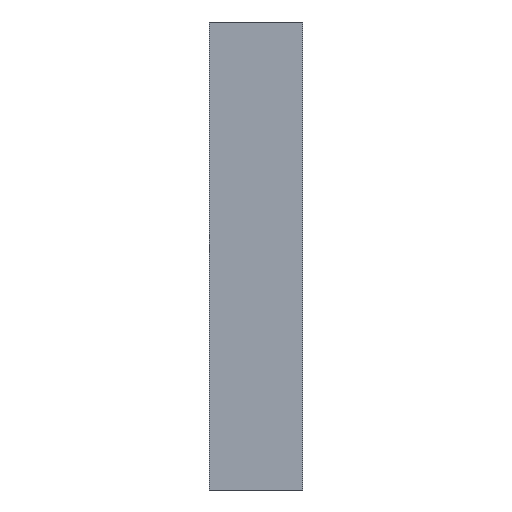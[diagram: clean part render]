
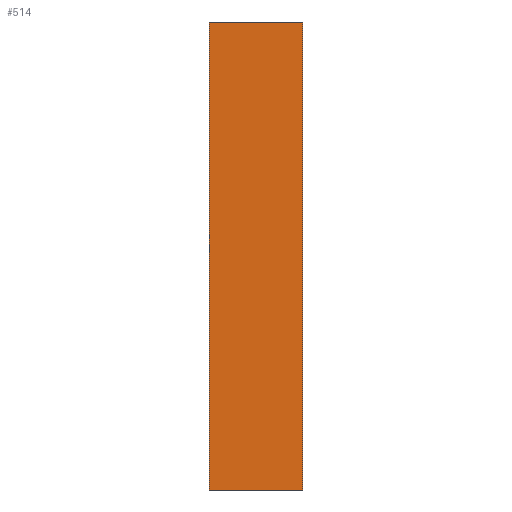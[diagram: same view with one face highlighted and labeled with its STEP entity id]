
A CAD part, left-side view. The second image highlights one B-rep face of the part: STEP entity #514.
In plain terms, the highlighted planar face has unit normal (-1, 0, 0).
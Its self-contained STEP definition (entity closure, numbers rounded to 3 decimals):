
#9 = VERTEX_POINT ( 'NONE', #210 ) ;
#21 = VERTEX_POINT ( 'NONE', #179 ) ;
#47 = EDGE_CURVE ( 'NONE', #21, #9, #591, .T. ) ;
#70 = EDGE_CURVE ( 'NONE', #457, #21, #615, .T. ) ;
#100 = EDGE_CURVE ( 'NONE', #457, #461, #668, .T. ) ;
#102 = EDGE_CURVE ( 'NONE', #9, #461, #672, .T. ) ;
#179 = CARTESIAN_POINT ( 'NONE',  ( 0., 10., 0. ) ) ;
#181 = CARTESIAN_POINT ( 'NONE',  ( 0., 10., 0. ) ) ;
#186 = DIRECTION ( 'NONE',  ( 0., 0., 1. ) ) ;
#199 = CARTESIAN_POINT ( 'NONE',  ( 0., 10., 0. ) ) ;
#210 = CARTESIAN_POINT ( 'NONE',  ( 0., -10., 0. ) ) ;
#215 = DIRECTION ( 'NONE',  ( 0., -1., 0. ) ) ;
#234 = ORIENTED_EDGE ( 'NONE', *, *, #70, .F. ) ;
#270 = AXIS2_PLACEMENT_3D ( 'NONE', #396, #404, #405 ) ;
#300 = ORIENTED_EDGE ( 'NONE', *, *, #102, .F. ) ;
#318 = CARTESIAN_POINT ( 'NONE',  ( 0., 10., -100. ) ) ;
#323 = CARTESIAN_POINT ( 'NONE',  ( 0., -10., -100. ) ) ;
#396 = CARTESIAN_POINT ( 'NONE',  ( 0., 10., 0. ) ) ;
#403 = PLANE ( 'NONE',  #270 ) ;
#404 = DIRECTION ( 'NONE',  ( 1., 0., 0. ) ) ;
#405 = DIRECTION ( 'NONE',  ( 0., 0., -1. ) ) ;
#448 = ORIENTED_EDGE ( 'NONE', *, *, #47, .F. ) ;
#454 = DIRECTION ( 'NONE',  ( 0., 0., -1. ) ) ;
#455 = CARTESIAN_POINT ( 'NONE',  ( 0., -10., 0. ) ) ;
#457 = VERTEX_POINT ( 'NONE', #318 ) ;
#461 = VERTEX_POINT ( 'NONE', #323 ) ;
#473 = ORIENTED_EDGE ( 'NONE', *, *, #100, .T. ) ;
#514 = ADVANCED_FACE ( 'NONE', ( #729 ), #403, .F. ) ;
#561 = EDGE_LOOP ( 'NONE', ( #473, #300, #448, #234 ) ) ;
#589 = VECTOR ( 'NONE', #215, 1000. ) ;
#591 = LINE ( 'NONE', #199, #589 ) ;
#615 = LINE ( 'NONE', #181, #619 ) ;
#619 = VECTOR ( 'NONE', #186, 1000. ) ;
#668 = LINE ( 'NONE', #779, #671 ) ;
#671 = VECTOR ( 'NONE', #777, 1000. ) ;
#672 = LINE ( 'NONE', #455, #675 ) ;
#675 = VECTOR ( 'NONE', #454, 1000. ) ;
#729 = FACE_OUTER_BOUND ( 'NONE', #561, .T. ) ;
#777 = DIRECTION ( 'NONE',  ( 0., -1., 0. ) ) ;
#779 = CARTESIAN_POINT ( 'NONE',  ( 0., 10., -100. ) ) ;
